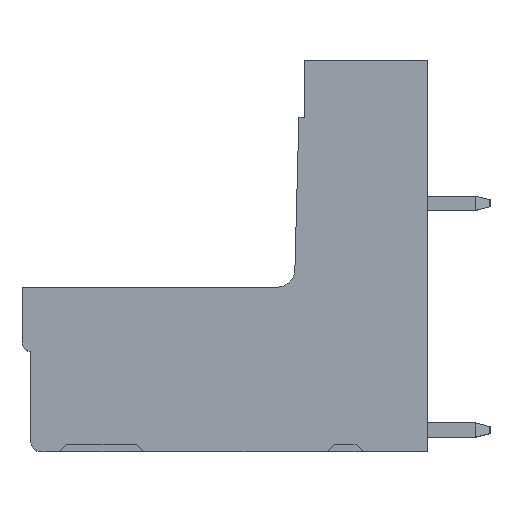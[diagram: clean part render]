
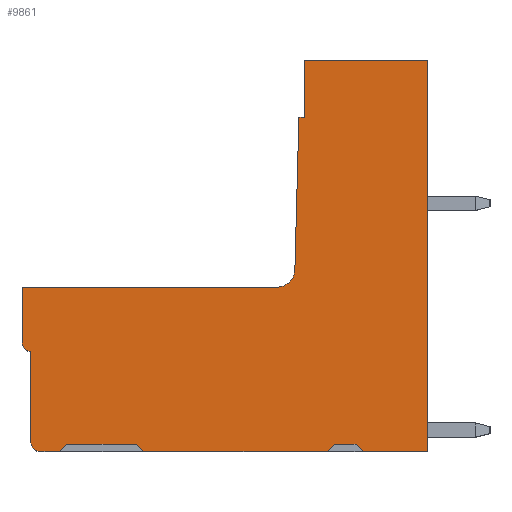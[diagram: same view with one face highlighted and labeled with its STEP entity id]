
A CAD part, top view. The second image highlights one B-rep face of the part: STEP entity #9861.
In plain terms, the highlighted planar face has unit normal (0, 0, 1).
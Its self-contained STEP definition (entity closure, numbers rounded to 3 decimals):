
#119=DIRECTION('',(-1.,0.,0.));
#120=VECTOR('',#119,6.9);
#121=CARTESIAN_POINT('',(0.006,21.9,-89.343));
#122=LINE('',#121,#120);
#1447=DIRECTION('',(0.,-1.,0.));
#1448=VECTOR('',#1447,3.2);
#1449=CARTESIAN_POINT('',(-6.894,21.9,-89.343));
#1450=LINE('',#1449,#1448);
#1455=DIRECTION('',(-1.,0.,0.));
#1456=VECTOR('',#1455,0.3);
#1457=CARTESIAN_POINT('',(-6.894,18.7,-89.343));
#1458=LINE('',#1457,#1456);
#1545=DIRECTION('',(-1.,0.,0.));
#1546=VECTOR('',#1545,14.277);
#1547=CARTESIAN_POINT('',(-8.417,9.2,-89.343));
#1548=LINE('',#1547,#1546);
#2821=DIRECTION('',(0.,-1.,0.));
#2822=VECTOR('',#2821,5.1);
#2823=CARTESIAN_POINT('',(-22.194,5.6,-89.343));
#2824=LINE('',#2823,#2822);
#2861=DIRECTION('',(1.,0.,0.));
#2862=VECTOR('',#2861,1.1);
#2863=CARTESIAN_POINT('',(-21.694,0.,-89.343));
#2864=LINE('',#2863,#2862);
#2869=DIRECTION('',(1.,0.,0.));
#2870=VECTOR('',#2869,10.3);
#2871=CARTESIAN_POINT('',(-15.894,0.,-89.343));
#2872=LINE('',#2871,#2870);
#2881=DIRECTION('',(1.,0.,0.));
#2882=VECTOR('',#2881,3.6);
#2883=CARTESIAN_POINT('',(-3.594,0.,
-89.343));
#2884=LINE('',#2883,#2882);
#2992=DIRECTION('',(-0.707,0.707,0.));
#2993=VECTOR('',#2992,0.566);
#2994=CARTESIAN_POINT('',(-15.894,0.,-89.343));
#2995=LINE('',#2994,#2993);
#2996=DIRECTION('',(-0.707,-0.707,0.));
#2997=VECTOR('',#2996,0.566);
#2998=CARTESIAN_POINT('',(-20.194,0.4,-89.343));
#2999=LINE('',#2998,#2997);
#3000=CARTESIAN_POINT('',(-21.694,0.5,-89.343));
#3001=DIRECTION('',(0.,0.,-1.));
#3002=DIRECTION('',(0.,-1.,0.));
#3003=AXIS2_PLACEMENT_3D('',#3000,#3001,#3002);
#3005=CARTESIAN_POINT('',(-22.194,6.1,-89.343));
#3006=DIRECTION('',(0.,0.,-1.));
#3007=DIRECTION('',(0.,-1.,0.));
#3008=AXIS2_PLACEMENT_3D('',#3005,#3006,#3007);
#3010=DIRECTION('',(0.,1.,0.));
#3011=VECTOR('',#3010,3.1);
#3012=CARTESIAN_POINT('',(-22.694,6.1,
-89.343));
#3013=LINE('',#3012,#3011);
#3014=CARTESIAN_POINT('',(-8.417,10.2,-89.343));
#3015=DIRECTION('',(0.,0.,1.));
#3016=DIRECTION('',(0.,-1.,0.));
#3017=AXIS2_PLACEMENT_3D('',#3014,#3015,#3016);
#3019=DIRECTION('',(0.026,1.,0.));
#3020=VECTOR('',#3019,8.529);
#3021=CARTESIAN_POINT('',(-7.417,10.174,
-89.343));
#3022=LINE('',#3021,#3020);
#3023=DIRECTION('',(0.,-1.,0.));
#3024=VECTOR('',#3023,21.9);
#3025=CARTESIAN_POINT('',(0.006,21.9,-89.343));
#3026=LINE('',#3025,#3024);
#3027=DIRECTION('',(-0.707,0.707,0.));
#3028=VECTOR('',#3027,0.566);
#3029=CARTESIAN_POINT('',(-3.594,0.,
-89.343));
#3030=LINE('',#3029,#3028);
#3031=DIRECTION('',(-0.707,-0.707,0.));
#3032=VECTOR('',#3031,0.566);
#3033=CARTESIAN_POINT('',(-5.194,0.4,-89.343));
#3034=LINE('',#3033,#3032);
#3055=DIRECTION('',(1.,0.,0.));
#3056=VECTOR('',#3055,3.9);
#3057=CARTESIAN_POINT('',(-20.194,0.4,-89.343));
#3058=LINE('',#3057,#3056);
#3087=DIRECTION('',(1.,0.,0.));
#3088=VECTOR('',#3087,1.2);
#3089=CARTESIAN_POINT('',(-5.194,0.4,-89.343));
#3090=LINE('',#3089,#3088);
#4274=CARTESIAN_POINT('',(0.006,21.9,-89.343));
#4275=CARTESIAN_POINT('',(0.006,0.,-89.343));
#4276=VERTEX_POINT('',#4274);
#4277=VERTEX_POINT('',#4275);
#4294=CARTESIAN_POINT('',(-6.894,21.9,-89.343));
#4295=VERTEX_POINT('',#4294);
#4506=CARTESIAN_POINT('',(-6.894,18.7,-89.343));
#4507=VERTEX_POINT('',#4506);
#4508=CARTESIAN_POINT('',(-7.194,18.7,-89.343));
#4509=VERTEX_POINT('',#4508);
#4510=CARTESIAN_POINT('',(-7.417,10.174,
-89.343));
#4511=VERTEX_POINT('',#4510);
#4512=CARTESIAN_POINT('',(-8.417,9.2,-89.343));
#4513=VERTEX_POINT('',#4512);
#4514=CARTESIAN_POINT('',(-22.694,9.2,-89.343));
#4515=VERTEX_POINT('',#4514);
#4713=CARTESIAN_POINT('',(-15.894,0.,-89.343));
#4714=CARTESIAN_POINT('',(-5.594,0.,-89.343));
#4715=VERTEX_POINT('',#4713);
#4716=VERTEX_POINT('',#4714);
#4717=CARTESIAN_POINT('',(-16.294,0.4,
-89.343));
#4718=VERTEX_POINT('',#4717);
#4719=CARTESIAN_POINT('',(-20.194,0.4,-89.343));
#4720=VERTEX_POINT('',#4719);
#4721=CARTESIAN_POINT('',(-20.594,0.,-89.343));
#4722=VERTEX_POINT('',#4721);
#4723=CARTESIAN_POINT('',(-21.694,0.,-89.343));
#4724=VERTEX_POINT('',#4723);
#4725=CARTESIAN_POINT('',(-22.194,0.5,
-89.343));
#4726=VERTEX_POINT('',#4725);
#4727=CARTESIAN_POINT('',(-22.194,5.6,-89.343));
#4728=VERTEX_POINT('',#4727);
#4729=CARTESIAN_POINT('',(-22.694,6.1,
-89.343));
#4730=VERTEX_POINT('',#4729);
#4731=CARTESIAN_POINT('',(-3.594,0.,
-89.343));
#4732=VERTEX_POINT('',#4731);
#4733=CARTESIAN_POINT('',(-3.994,0.4,-89.343));
#4734=VERTEX_POINT('',#4733);
#4735=CARTESIAN_POINT('',(-5.194,0.4,-89.343));
#4736=VERTEX_POINT('',#4735);
#9828=CARTESIAN_POINT('',(-21.694,0.5,-89.343));
#9829=DIRECTION('',(0.,0.,-1.));
#9830=DIRECTION('',(-1.,0.,0.));
#9831=AXIS2_PLACEMENT_3D('',#9828,#9829,#9830);
#9832=PLANE('',#9831);
#9833=ORIENTED_EDGE('',*,*,#9675,.F.);
#9835=ORIENTED_EDGE('',*,*,#9834,.T.);
#9837=ORIENTED_EDGE('',*,*,#9836,.F.);
#9839=ORIENTED_EDGE('',*,*,#9838,.T.);
#9840=ORIENTED_EDGE('',*,*,#9667,.F.);
#9841=ORIENTED_EDGE('',*,*,#9637,.T.);
#9842=ORIENTED_EDGE('',*,*,#9622,.F.);
#9843=ORIENTED_EDGE('',*,*,#9607,.T.);
#9844=ORIENTED_EDGE('',*,*,#9592,.T.);
#9845=ORIENTED_EDGE('',*,*,#7685,.F.);
#9846=ORIENTED_EDGE('',*,*,#7670,.T.);
#9847=ORIENTED_EDGE('',*,*,#7655,.T.);
#9848=ORIENTED_EDGE('',*,*,#7640,.F.);
#9849=ORIENTED_EDGE('',*,*,#7625,.F.);
#9850=ORIENTED_EDGE('',*,*,#5638,.F.);
#9851=ORIENTED_EDGE('',*,*,#5589,.T.);
#9852=ORIENTED_EDGE('',*,*,#9683,.F.);
#9854=ORIENTED_EDGE('',*,*,#9853,.T.);
#9856=ORIENTED_EDGE('',*,*,#9855,.F.);
#9858=ORIENTED_EDGE('',*,*,#9857,.T.);
#9859=EDGE_LOOP('',(#9833,#9835,#9837,#9839,#9840,#9841,#9842,#9843,#9844,#9845,
#9846,#9847,#9848,#9849,#9850,#9851,#9852,#9854,#9856,#9858));
#9860=FACE_OUTER_BOUND('',#9859,.F.);
#9861=ADVANCED_FACE('',(#9860),#9832,.F.);
#3004=CIRCLE('',#3003,0.5);
#3009=CIRCLE('',#3008,0.5);
#3018=CIRCLE('',#3017,1.);
#5589=EDGE_CURVE('',#4276,#4277,#3026,.T.);
#5638=EDGE_CURVE('',#4276,#4295,#122,.T.);
#7625=EDGE_CURVE('',#4295,#4507,#1450,.T.);
#7640=EDGE_CURVE('',#4507,#4509,#1458,.T.);
#7655=EDGE_CURVE('',#4511,#4509,#3022,.T.);
#7670=EDGE_CURVE('',#4513,#4511,#3018,.T.);
#7685=EDGE_CURVE('',#4513,#4515,#1548,.T.);
#9592=EDGE_CURVE('',#4730,#4515,#3013,.T.);
#9607=EDGE_CURVE('',#4728,#4730,#3009,.T.);
#9622=EDGE_CURVE('',#4728,#4726,#2824,.T.);
#9637=EDGE_CURVE('',#4724,#4726,#3004,.T.);
#9667=EDGE_CURVE('',#4724,#4722,#2864,.T.);
#9675=EDGE_CURVE('',#4715,#4716,#2872,.T.);
#9683=EDGE_CURVE('',#4732,#4277,#2884,.T.);
#9834=EDGE_CURVE('',#4715,#4718,#2995,.T.);
#9836=EDGE_CURVE('',#4720,#4718,#3058,.T.);
#9838=EDGE_CURVE('',#4720,#4722,#2999,.T.);
#9853=EDGE_CURVE('',#4732,#4734,#3030,.T.);
#9855=EDGE_CURVE('',#4736,#4734,#3090,.T.);
#9857=EDGE_CURVE('',#4736,#4716,#3034,.T.);
